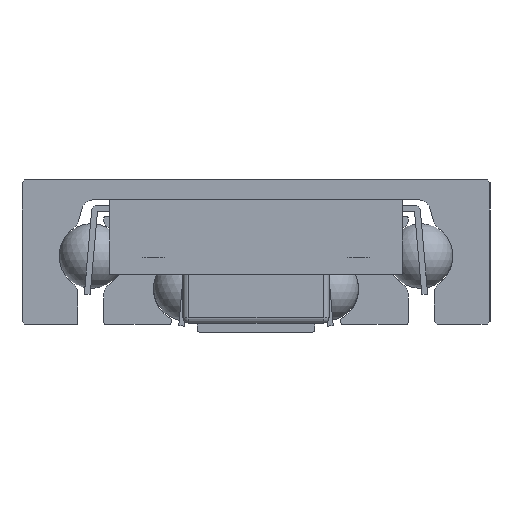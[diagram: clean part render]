
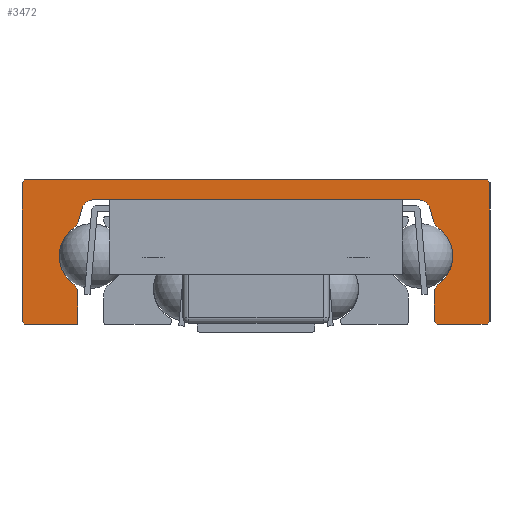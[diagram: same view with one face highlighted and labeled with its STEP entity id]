
A CAD part, left-side view. The second image highlights one B-rep face of the part: STEP entity #3472.
In plain terms, the highlighted planar face has unit normal (-1, 0, 0).
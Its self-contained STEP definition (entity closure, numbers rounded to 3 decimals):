
#119=LINE('',#5210,#374);
#125=LINE('',#5223,#380);
#129=LINE('',#5232,#384);
#131=LINE('',#5237,#386);
#139=LINE('',#5259,#394);
#143=LINE('',#5268,#398);
#145=LINE('',#5273,#400);
#153=LINE('',#5295,#408);
#155=LINE('',#5299,#410);
#158=LINE('',#5306,#413);
#167=LINE('',#5326,#422);
#168=LINE('',#5327,#423);
#169=LINE('',#5328,#424);
#170=LINE('',#5329,#425);
#171=LINE('',#5330,#426);
#374=VECTOR('',#4145,79.);
#380=VECTOR('',#4153,23.7);
#384=VECTOR('',#4159,8.5);
#386=VECTOR('',#4163,4.933);
#394=VECTOR('',#4179,2.38);
#398=VECTOR('',#4185,55.586);
#400=VECTOR('',#4189,2.38);
#408=VECTOR('',#4205,5.433);
#410=VECTOR('',#4209,9.);
#413=VECTOR('',#4214,23.7);
#422=VECTOR('',#4241,0.707);
#423=VECTOR('',#4242,0.707);
#424=VECTOR('',#4243,0.707);
#425=VECTOR('',#4244,0.707);
#426=VECTOR('',#4245,0.707);
#640=PLANE('',#3729);
#820=FACE_OUTER_BOUND('',#1049,.T.);
#1049=EDGE_LOOP('',(#2461,#2462,#2463,#2464,#2465,#2466,#2467,#2468,#2469,
#2470,#2471,#2472,#2473,#2474,#2475,#2476,#2477,#2478,#2479,#2480,#2481,
#2482,#2483));
#1318=CIRCLE('',#3712,5.8);
#1319=CIRCLE('',#3717,5.8);
#1327=CIRCLE('',#3730,2.);
#1328=CIRCLE('',#3731,2.);
#1329=CIRCLE('',#3732,2.);
#1330=CIRCLE('',#3733,2.);
#1331=CIRCLE('',#3734,2.);
#1332=CIRCLE('',#3735,2.);
#1519=VERTEX_POINT('',#5208);
#1520=VERTEX_POINT('',#5209);
#1525=VERTEX_POINT('',#5220);
#1526=VERTEX_POINT('',#5222);
#1529=VERTEX_POINT('',#5229);
#1530=VERTEX_POINT('',#5231);
#1531=VERTEX_POINT('',#5235);
#1532=VERTEX_POINT('',#5236);
#1537=VERTEX_POINT('',#5247);
#1538=VERTEX_POINT('',#5249);
#1541=VERTEX_POINT('',#5256);
#1542=VERTEX_POINT('',#5258);
#1545=VERTEX_POINT('',#5265);
#1546=VERTEX_POINT('',#5267);
#1547=VERTEX_POINT('',#5271);
#1548=VERTEX_POINT('',#5272);
#1551=VERTEX_POINT('',#5280);
#1552=VERTEX_POINT('',#5281);
#1557=VERTEX_POINT('',#5292);
#1558=VERTEX_POINT('',#5294);
#1559=VERTEX_POINT('',#5298);
#1561=VERTEX_POINT('',#5304);
#1562=VERTEX_POINT('',#5305);
#1881=EDGE_CURVE('',#1519,#1520,#119,.T.);
#1887=EDGE_CURVE('',#1525,#1526,#125,.T.);
#1891=EDGE_CURVE('',#1529,#1530,#129,.T.);
#1893=EDGE_CURVE('',#1531,#1532,#131,.T.);
#1899=EDGE_CURVE('',#1537,#1538,#1318,.T.);
#1903=EDGE_CURVE('',#1541,#1542,#139,.T.);
#1907=EDGE_CURVE('',#1545,#1546,#143,.T.);
#1909=EDGE_CURVE('',#1547,#1548,#145,.T.);
#1913=EDGE_CURVE('',#1551,#1552,#1319,.T.);
#1919=EDGE_CURVE('',#1557,#1558,#153,.T.);
#1921=EDGE_CURVE('',#1558,#1559,#155,.T.);
#1924=EDGE_CURVE('',#1561,#1562,#158,.T.);
#1939=EDGE_CURVE('',#1537,#1532,#1327,.T.);
#1940=EDGE_CURVE('',#1531,#1530,#167,.T.);
#1941=EDGE_CURVE('',#1529,#1526,#168,.T.);
#1942=EDGE_CURVE('',#1525,#1520,#169,.T.);
#1943=EDGE_CURVE('',#1519,#1562,#170,.T.);
#1944=EDGE_CURVE('',#1561,#1559,#171,.T.);
#1945=EDGE_CURVE('',#1557,#1552,#1328,.T.);
#1946=EDGE_CURVE('',#1551,#1548,#1329,.T.);
#1947=EDGE_CURVE('',#1547,#1546,#1330,.T.);
#1948=EDGE_CURVE('',#1545,#1542,#1331,.T.);
#1949=EDGE_CURVE('',#1541,#1538,#1332,.T.);
#2461=ORIENTED_EDGE('',*,*,#1899,.F.);
#2462=ORIENTED_EDGE('',*,*,#1939,.T.);
#2463=ORIENTED_EDGE('',*,*,#1893,.F.);
#2464=ORIENTED_EDGE('',*,*,#1940,.T.);
#2465=ORIENTED_EDGE('',*,*,#1891,.F.);
#2466=ORIENTED_EDGE('',*,*,#1941,.T.);
#2467=ORIENTED_EDGE('',*,*,#1887,.F.);
#2468=ORIENTED_EDGE('',*,*,#1942,.T.);
#2469=ORIENTED_EDGE('',*,*,#1881,.F.);
#2470=ORIENTED_EDGE('',*,*,#1943,.T.);
#2471=ORIENTED_EDGE('',*,*,#1924,.F.);
#2472=ORIENTED_EDGE('',*,*,#1944,.T.);
#2473=ORIENTED_EDGE('',*,*,#1921,.F.);
#2474=ORIENTED_EDGE('',*,*,#1919,.F.);
#2475=ORIENTED_EDGE('',*,*,#1945,.T.);
#2476=ORIENTED_EDGE('',*,*,#1913,.F.);
#2477=ORIENTED_EDGE('',*,*,#1946,.T.);
#2478=ORIENTED_EDGE('',*,*,#1909,.F.);
#2479=ORIENTED_EDGE('',*,*,#1947,.T.);
#2480=ORIENTED_EDGE('',*,*,#1907,.F.);
#2481=ORIENTED_EDGE('',*,*,#1948,.T.);
#2482=ORIENTED_EDGE('',*,*,#1903,.F.);
#2483=ORIENTED_EDGE('',*,*,#1949,.T.);
#3472=ADVANCED_FACE('',(#820),#640,.F.);
#3712=AXIS2_PLACEMENT_3D('',#5250,#4172,#4173);
#3717=AXIS2_PLACEMENT_3D('',#5282,#4195,#4196);
#3729=AXIS2_PLACEMENT_3D('',#5324,#4237,#4238);
#3730=AXIS2_PLACEMENT_3D('',#5325,#4239,#4240);
#3731=AXIS2_PLACEMENT_3D('',#5331,#4246,#4247);
#3732=AXIS2_PLACEMENT_3D('',#5332,#4248,#4249);
#3733=AXIS2_PLACEMENT_3D('',#5333,#4250,#4251);
#3734=AXIS2_PLACEMENT_3D('',#5334,#4252,#4253);
#3735=AXIS2_PLACEMENT_3D('',#5335,#4254,#4255);
#4145=DIRECTION('',(0.,-1.,0.));
#4153=DIRECTION('',(0.,0.,-1.));
#4159=DIRECTION('',(0.,1.,0.));
#4163=DIRECTION('',(0.,0.,1.));
#4172=DIRECTION('center_axis',(-1.,0.,0.));
#4173=DIRECTION('ref_axis',(0.,0.,-1.));
#4179=DIRECTION('',(0.,0.276,0.961));
#4185=DIRECTION('',(0.,1.,0.));
#4189=DIRECTION('',(0.,0.276,-0.961));
#4195=DIRECTION('center_axis',(-1.,0.,0.));
#4196=DIRECTION('ref_axis',(0.,0.,-1.));
#4205=DIRECTION('',(0.,0.,-1.));
#4209=DIRECTION('',(0.,1.,0.));
#4214=DIRECTION('',(0.,0.,1.));
#4237=DIRECTION('center_axis',(1.,0.,0.));
#4238=DIRECTION('ref_axis',(0.,0.,-1.));
#4239=DIRECTION('center_axis',(-1.,0.,0.));
#4240=DIRECTION('ref_axis',(0.,0.,-1.));
#4241=DIRECTION('',(0.,-0.707,-0.707));
#4242=DIRECTION('',(0.,-0.707,0.707));
#4243=DIRECTION('',(0.,0.707,0.707));
#4244=DIRECTION('',(0.,0.707,-0.707));
#4245=DIRECTION('',(0.,-0.707,-0.707));
#4246=DIRECTION('center_axis',(-1.,0.,0.));
#4247=DIRECTION('ref_axis',(0.,0.,-1.));
#4248=DIRECTION('center_axis',(-1.,0.,0.));
#4249=DIRECTION('ref_axis',(0.,0.,-1.));
#4250=DIRECTION('center_axis',(1.,0.,0.));
#4251=DIRECTION('ref_axis',(0.,0.,-1.));
#4252=DIRECTION('center_axis',(1.,0.,0.));
#4253=DIRECTION('ref_axis',(0.,0.,-1.));
#4254=DIRECTION('center_axis',(-1.,0.,0.));
#4255=DIRECTION('ref_axis',(0.,0.,-1.));
#5208=CARTESIAN_POINT('',(-475.,39.5,0.));
#5209=CARTESIAN_POINT('',(-475.,-39.5,0.));
#5210=CARTESIAN_POINT('',(-475.,-40.,0.));
#5220=CARTESIAN_POINT('',(-475.,-40.,-0.5));
#5222=CARTESIAN_POINT('',(-475.,-40.,-24.2));
#5223=CARTESIAN_POINT('',(-475.,-40.,-24.7));
#5229=CARTESIAN_POINT('',(-475.,-39.5,-24.7));
#5231=CARTESIAN_POINT('',(-475.,-31.,-24.7));
#5232=CARTESIAN_POINT('',(-475.,-30.5,-24.7));
#5235=CARTESIAN_POINT('',(-475.,-30.5,-24.2));
#5236=CARTESIAN_POINT('',(-475.,-30.5,-19.267));
#5237=CARTESIAN_POINT('',(-475.,-30.5,-18.162));
#5247=CARTESIAN_POINT('',(-475.,-31.309,-17.66));
#5249=CARTESIAN_POINT('',(-475.,-31.156,-8.23));
#5250=CARTESIAN_POINT('Origin',(-475.,-27.856,-13.));
#5256=CARTESIAN_POINT('',(-475.,-30.372,-7.137));
#5258=CARTESIAN_POINT('',(-475.,-29.715,-4.849));
#5259=CARTESIAN_POINT('',(-475.,-29.3,-3.4));
#5265=CARTESIAN_POINT('',(-475.,-27.793,-3.4));
#5267=CARTESIAN_POINT('',(-475.,27.793,-3.4));
#5268=CARTESIAN_POINT('',(-475.,29.3,-3.4));
#5271=CARTESIAN_POINT('',(-475.,29.715,-4.849));
#5272=CARTESIAN_POINT('',(-475.,30.372,-7.137));
#5273=CARTESIAN_POINT('',(-475.,30.585,-7.882));
#5280=CARTESIAN_POINT('',(-475.,31.156,-8.23));
#5281=CARTESIAN_POINT('',(-475.,31.309,-17.66));
#5282=CARTESIAN_POINT('Origin',(-475.,27.856,-13.));
#5292=CARTESIAN_POINT('',(-475.,30.5,-19.267));
#5294=CARTESIAN_POINT('',(-475.,30.5,-24.7));
#5295=CARTESIAN_POINT('',(-475.,30.5,-24.7));
#5298=CARTESIAN_POINT('',(-475.,39.5,-24.7));
#5299=CARTESIAN_POINT('',(-475.,40.,-24.7));
#5304=CARTESIAN_POINT('',(-475.,40.,-24.2));
#5305=CARTESIAN_POINT('',(-475.,40.,-0.5));
#5306=CARTESIAN_POINT('',(-475.,40.,0.));
#5324=CARTESIAN_POINT('Origin',(-475.,27.856,-13.));
#5325=CARTESIAN_POINT('Origin',(-475.,-32.5,-19.267));
#5326=CARTESIAN_POINT('',(-475.,-30.5,-24.2));
#5327=CARTESIAN_POINT('',(-475.,-39.5,-24.7));
#5328=CARTESIAN_POINT('',(-475.,-40.,-0.5));
#5329=CARTESIAN_POINT('',(-475.,39.5,0.));
#5330=CARTESIAN_POINT('',(-475.,40.,-24.2));
#5331=CARTESIAN_POINT('Origin',(-475.,32.5,-19.267));
#5332=CARTESIAN_POINT('Origin',(-475.,32.294,-6.586));
#5333=CARTESIAN_POINT('Origin',(-475.,27.793,-5.4));
#5334=CARTESIAN_POINT('Origin',(-475.,-27.793,-5.4));
#5335=CARTESIAN_POINT('Origin',(-475.,-32.294,-6.586));
